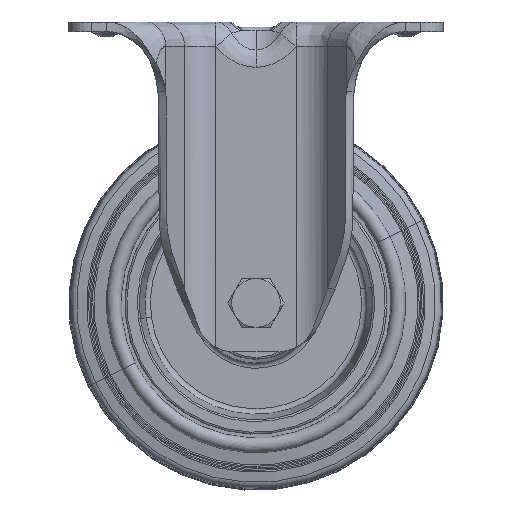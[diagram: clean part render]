
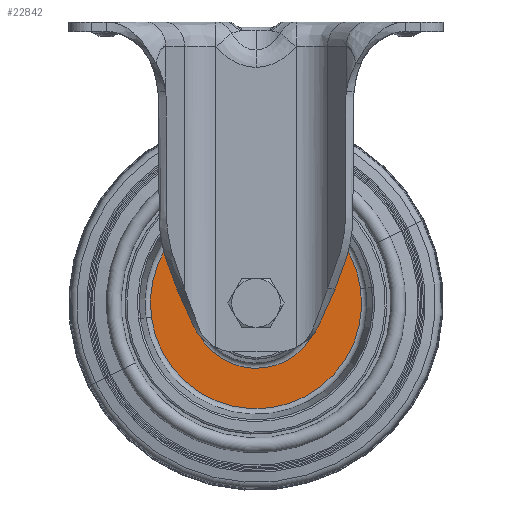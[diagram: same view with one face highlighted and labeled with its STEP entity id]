
A CAD part, top view. The second image highlights one B-rep face of the part: STEP entity #22842.
In plain terms, the highlighted planar face has unit normal (0, 0, 1).
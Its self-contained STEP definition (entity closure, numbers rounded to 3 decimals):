
#1030 = CARTESIAN_POINT ( 'NONE',  ( 29.229, -71.013, 2. ) ) ;
#1276 = AXIS2_PLACEMENT_3D ( 'NONE', #5366, #3119, #25768 ) ;
#1806 = AXIS2_PLACEMENT_3D ( 'NONE', #12131, #4897, #9726 ) ;
#2989 = DIRECTION ( 'NONE',  ( -0.991, -0.135, 0. ) ) ;
#3119 = DIRECTION ( 'NONE',  ( 0., 0., -1. ) ) ;
#3922 = ORIENTED_EDGE ( 'NONE', *, *, #17053, .T. ) ;
#4621 = EDGE_CURVE ( 'NONE', #17475, #17323, #9490, .T. ) ;
#4882 = EDGE_CURVE ( 'NONE', #17323, #17475, #28603, .T. ) ;
#4897 = DIRECTION ( 'NONE',  ( 0., 0., 1. ) ) ;
#5366 = CARTESIAN_POINT ( 'NONE',  ( 0., -75., 2. ) ) ;
#6082 = EDGE_LOOP ( 'NONE', ( #18641, #7432 ) ) ;
#7432 = ORIENTED_EDGE ( 'NONE', *, *, #4882, .T. ) ;
#9490 = CIRCLE ( 'NONE', #1806, 28.203 ) ;
#9726 = DIRECTION ( 'NONE',  ( -0.991, -0.135, 0. ) ) ;
#11002 = VERTEX_POINT ( 'NONE', #16724 ) ;
#11407 = AXIS2_PLACEMENT_3D ( 'NONE', #18080, #17783, #17919 ) ;
#12131 = CARTESIAN_POINT ( 'NONE',  ( 0., -75., 2. ) ) ;
#12172 = DIRECTION ( 'NONE',  ( 0., 0., -1. ) ) ;
#14272 = CIRCLE ( 'NONE', #18553, 17.419 ) ;
#14547 = PLANE ( 'NONE',  #18902 ) ;
#15680 = CARTESIAN_POINT ( 'NONE',  ( -27.944, -78.812, 2. ) ) ;
#16659 = FACE_OUTER_BOUND ( 'NONE', #6082, .T. ) ;
#16724 = CARTESIAN_POINT ( 'NONE',  ( -17.259, -77.354, 2. ) ) ;
#17053 = EDGE_CURVE ( 'NONE', #11002, #26858, #24249, .T. ) ;
#17163 = EDGE_CURVE ( 'NONE', #26858, #11002, #14272, .T. ) ;
#17323 = VERTEX_POINT ( 'NONE', #29328 ) ;
#17475 = VERTEX_POINT ( 'NONE', #15680 ) ;
#17783 = DIRECTION ( 'NONE',  ( 0., 0., 1. ) ) ;
#17919 = DIRECTION ( 'NONE',  ( -0.991, -0.135, 0. ) ) ;
#18080 = CARTESIAN_POINT ( 'NONE',  ( 0., -75., 2. ) ) ;
#18553 = AXIS2_PLACEMENT_3D ( 'NONE', #21693, #21859, #26781 ) ;
#18641 = ORIENTED_EDGE ( 'NONE', *, *, #4621, .T. ) ;
#18902 = AXIS2_PLACEMENT_3D ( 'NONE', #1030, #12172, #2989 ) ;
#20215 = CARTESIAN_POINT ( 'NONE',  ( 17.259, -72.646, 2. ) ) ;
#21693 = CARTESIAN_POINT ( 'NONE',  ( 0., -75., 2. ) ) ;
#21859 = DIRECTION ( 'NONE',  ( 0., 0., -1. ) ) ;
#22842 = ADVANCED_FACE ( 'NONE', ( #24115, #16659 ), #14547, .F. ) ;
#24115 = FACE_BOUND ( 'NONE', #25020, .T. ) ;
#24249 = CIRCLE ( 'NONE', #1276, 17.419 ) ;
#25020 = EDGE_LOOP ( 'NONE', ( #3922, #28945 ) ) ;
#25768 = DIRECTION ( 'NONE',  ( -0.991, -0.135, 0. ) ) ;
#26781 = DIRECTION ( 'NONE',  ( -0.991, -0.135, 0. ) ) ;
#26858 = VERTEX_POINT ( 'NONE', #20215 ) ;
#28603 = CIRCLE ( 'NONE', #11407, 28.203 ) ;
#28945 = ORIENTED_EDGE ( 'NONE', *, *, #17163, .T. ) ;
#29328 = CARTESIAN_POINT ( 'NONE',  ( 27.944, -71.188, 2. ) ) ;
